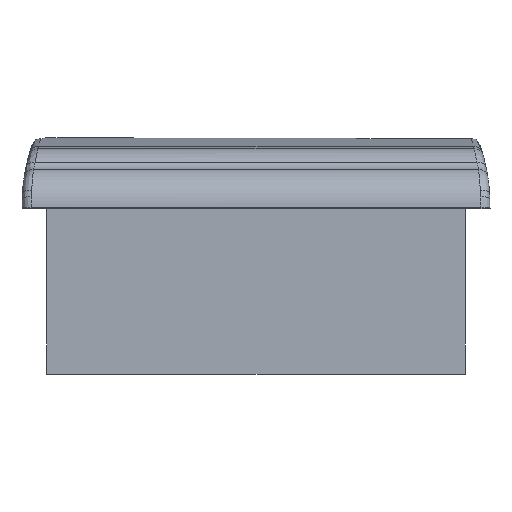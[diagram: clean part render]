
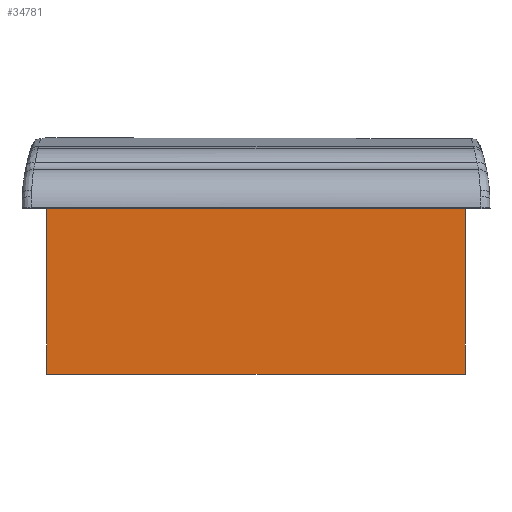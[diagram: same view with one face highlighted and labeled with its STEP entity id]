
A CAD part, front view. The second image highlights one B-rep face of the part: STEP entity #34781.
In plain terms, the highlighted planar face has unit normal (0, -1, 0).
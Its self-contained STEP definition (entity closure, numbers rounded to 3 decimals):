
#6206 = VECTOR ( 'NONE', #54484, 1000. ) ;
#8147 = CARTESIAN_POINT ( 'NONE',  ( -88.5, -95., -70. ) ) ;
#13723 = ORIENTED_EDGE ( 'NONE', *, *, #25306, .F. ) ;
#14685 = EDGE_LOOP ( 'NONE', ( #39517, #37089, #13723, #24108 ) ) ;
#17616 = AXIS2_PLACEMENT_3D ( 'NONE', #21953, #21847, #21768 ) ;
#21768 = DIRECTION ( 'NONE',  ( 0., 0., 1. ) ) ;
#21847 = DIRECTION ( 'NONE',  ( 0., 1., 0. ) ) ;
#21860 = PLANE ( 'NONE',  #17616 ) ;
#21953 = CARTESIAN_POINT ( 'NONE',  ( 88.5, -95., -70. ) ) ;
#22228 = VECTOR ( 'NONE', #65566, 1000. ) ;
#24108 = ORIENTED_EDGE ( 'NONE', *, *, #43589, .T. ) ;
#25306 = EDGE_CURVE ( 'NONE', #36292, #49901, #71326, .T. ) ;
#27300 = VECTOR ( 'NONE', #35766, 1000. ) ;
#28729 = VERTEX_POINT ( 'NONE', #36914 ) ;
#28962 = FACE_OUTER_BOUND ( 'NONE', #14685, .T. ) ;
#30067 = EDGE_CURVE ( 'NONE', #28729, #43982, #39485, .T. ) ;
#34781 = ADVANCED_FACE ( 'NONE', ( #28962 ), #21860, .F. ) ;
#35766 = DIRECTION ( 'NONE',  ( 0., 0., 1. ) ) ;
#36292 = VERTEX_POINT ( 'NONE', #66359 ) ;
#36914 = CARTESIAN_POINT ( 'NONE',  ( 88.5, -95., -70. ) ) ;
#37089 = ORIENTED_EDGE ( 'NONE', *, *, #53900, .T. ) ;
#39485 = LINE ( 'NONE', #66196, #22228 ) ;
#39517 = ORIENTED_EDGE ( 'NONE', *, *, #30067, .F. ) ;
#42811 = LINE ( 'NONE', #58862, #27300 ) ;
#43589 = EDGE_CURVE ( 'NONE', #36292, #43982, #69882, .T. ) ;
#43982 = VERTEX_POINT ( 'NONE', #71656 ) ;
#49901 = VERTEX_POINT ( 'NONE', #54086 ) ;
#53834 = VECTOR ( 'NONE', #64448, 1000. ) ;
#53900 = EDGE_CURVE ( 'NONE', #28729, #49901, #42811, .T. ) ;
#54086 = CARTESIAN_POINT ( 'NONE',  ( 88.5, -95., 7. ) ) ;
#54484 = DIRECTION ( 'NONE',  ( 0., 0., -1. ) ) ;
#58862 = CARTESIAN_POINT ( 'NONE',  ( 88.5, -95., -70. ) ) ;
#64436 = CARTESIAN_POINT ( 'NONE',  ( 88.5, -95., 7. ) ) ;
#64448 = DIRECTION ( 'NONE',  ( 1., 0., 0. ) ) ;
#65566 = DIRECTION ( 'NONE',  ( -1., 0., 0. ) ) ;
#66196 = CARTESIAN_POINT ( 'NONE',  ( -88.5, -95., -70. ) ) ;
#66359 = CARTESIAN_POINT ( 'NONE',  ( -88.5, -95., 7. ) ) ;
#69882 = LINE ( 'NONE', #8147, #6206 ) ;
#71326 = LINE ( 'NONE', #64436, #53834 ) ;
#71656 = CARTESIAN_POINT ( 'NONE',  ( -88.5, -95., -70. ) ) ;
